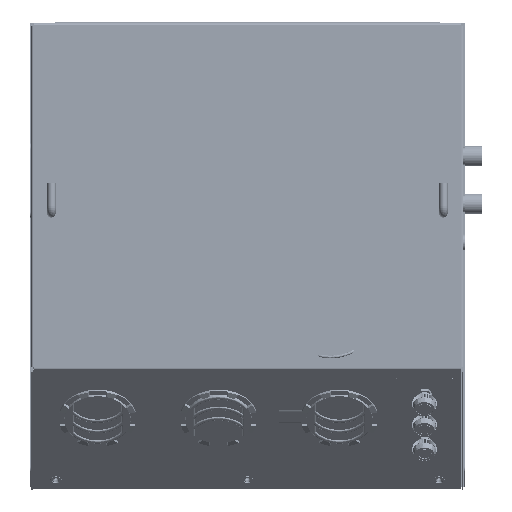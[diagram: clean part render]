
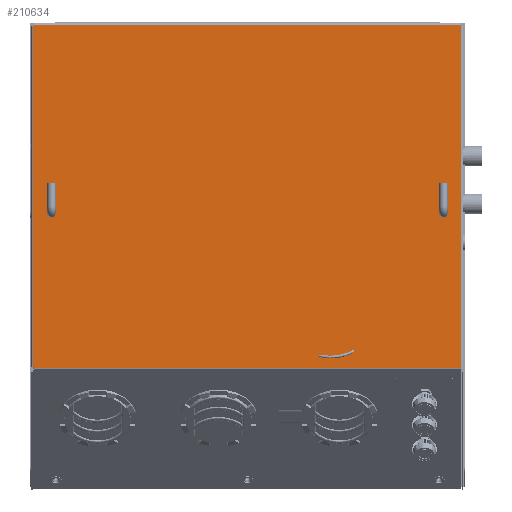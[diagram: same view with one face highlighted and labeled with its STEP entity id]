
A CAD part, top view. The second image highlights one B-rep face of the part: STEP entity #210634.
In plain terms, the highlighted planar face has unit normal (0, 0, 1).
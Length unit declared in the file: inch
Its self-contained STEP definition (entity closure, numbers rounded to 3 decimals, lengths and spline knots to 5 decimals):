
#320 = CARTESIAN_POINT ( 'NONE',  ( 129.37495, 32.28114, 0.0625 ) ) ;
#1676 = CARTESIAN_POINT ( 'NONE',  ( 110.77895, 32.40389, 0.0625 ) ) ;
#2149 = DIRECTION ( 'NONE',  ( -1., 0., 0. ) ) ;
#3423 = ORIENTED_EDGE ( 'NONE', *, *, #152410, .T. ) ;
#5546 = CARTESIAN_POINT ( 'NONE',  ( 110.8392, 32.40389, 0.0625 ) ) ;
#6514 = CARTESIAN_POINT ( 'NONE',  ( 110.8392, 17.44179, 0.0625 ) ) ;
#6861 = DIRECTION ( 'NONE',  ( -1., 0., 0. ) ) ;
#9416 = EDGE_CURVE ( 'NONE', #201349, #43956, #83937, .T. ) ;
#15429 = EDGE_CURVE ( 'NONE', #184030, #28450, #41168, .T. ) ;
#15768 = EDGE_CURVE ( 'NONE', #43956, #160451, #192678, .T. ) ;
#16044 = LINE ( 'NONE', #5546, #208072 ) ;
#16057 = CARTESIAN_POINT ( 'NONE',  ( 129.37495, 17.47304, 0.0625 ) ) ;
#17883 = EDGE_CURVE ( 'NONE', #184949, #78753, #16044, .T. ) ;
#20842 = DIRECTION ( 'NONE',  ( 0., 0., 1. ) ) ;
#21299 = CARTESIAN_POINT ( 'NONE',  ( 111.77241, 24.15389, 0.0625 ) ) ;
#22636 = DIRECTION ( 'NONE',  ( 1., 0., 0. ) ) ;
#23902 = CARTESIAN_POINT ( 'NONE',  ( 110.77895, 17.47304, 0.0625 ) ) ;
#26922 = VERTEX_POINT ( 'NONE', #147155 ) ;
#27825 = LINE ( 'NONE', #150887, #156607 ) ;
#28450 = VERTEX_POINT ( 'NONE', #21299 ) ;
#29536 = EDGE_CURVE ( 'NONE', #230130, #147829, #155683, .T. ) ;
#33289 = EDGE_LOOP ( 'NONE', ( #126880, #229476 ) ) ;
#33423 = CARTESIAN_POINT ( 'NONE',  ( 129.3437, 32.31239, 0.0625 ) ) ;
#36343 = DIRECTION ( 'NONE',  ( 1., 0., 0. ) ) ;
#37669 = CARTESIAN_POINT ( 'NONE',  ( 110.77895, 17.47304, 0.0625 ) ) ;
#41168 = CIRCLE ( 'NONE', #85565, 0.1875 ) ;
#43274 = ORIENTED_EDGE ( 'NONE', *, *, #136265, .T. ) ;
#43956 = VERTEX_POINT ( 'NONE', #65092 ) ;
#45111 = CARTESIAN_POINT ( 'NONE',  ( 128.59799, 24.15389, 0.0625 ) ) ;
#46798 = ORIENTED_EDGE ( 'NONE', *, *, #15768, .F. ) ;
#48203 = LINE ( 'NONE', #66353, #171281 ) ;
#48526 = DIRECTION ( 'NONE',  ( 0., 1., 0. ) ) ;
#51270 = AXIS2_PLACEMENT_3D ( 'NONE', #95372, #223533, #22636 ) ;
#57270 = VERTEX_POINT ( 'NONE', #132847 ) ;
#59512 = AXIS2_PLACEMENT_3D ( 'NONE', #45111, #81061, #99497 ) ;
#61463 = LINE ( 'NONE', #111743, #144605 ) ;
#61763 = CARTESIAN_POINT ( 'NONE',  ( 129.3437, 32.28114, 0.0625 ) ) ;
#62456 = EDGE_CURVE ( 'NONE', #184949, #160451, #223803, .T. ) ;
#64513 = CARTESIAN_POINT ( 'NONE',  ( 129.37495, 32.28114, 0.0625 ) ) ;
#65092 = CARTESIAN_POINT ( 'NONE',  ( 129.3437, 17.47304, 0.0625 ) ) ;
#66353 = CARTESIAN_POINT ( 'NONE',  ( 129.3437, 32.40389, 0.0625 ) ) ;
#66734 = FACE_OUTER_BOUND ( 'NONE', #179227, .T. ) ;
#70112 = VECTOR ( 'NONE', #48526, 39.37008 ) ;
#70148 = DIRECTION ( 'NONE',  ( 0., -1., 0. ) ) ;
#70262 = ORIENTED_EDGE ( 'NONE', *, *, #210406, .F. ) ;
#72971 = LINE ( 'NONE', #115921, #110241 ) ;
#73065 = CARTESIAN_POINT ( 'NONE',  ( 128.59799, 24.15389, 0.0625 ) ) ;
#74977 = ORIENTED_EDGE ( 'NONE', *, *, #154192, .T. ) ;
#78753 = VERTEX_POINT ( 'NONE', #227562 ) ;
#80441 = DIRECTION ( 'NONE',  ( 1., 0., 0. ) ) ;
#81061 = DIRECTION ( 'NONE',  ( 0., 0., -1. ) ) ;
#83556 = CARTESIAN_POINT ( 'NONE',  ( 129.3437, 17.44179, 0.0625 ) ) ;
#83937 = LINE ( 'NONE', #23902, #192869 ) ;
#83977 = VECTOR ( 'NONE', #144914, 39.37008 ) ;
#85565 = AXIS2_PLACEMENT_3D ( 'NONE', #163274, #202542, #181721 ) ;
#89095 = VECTOR ( 'NONE', #80441, 39.37008 ) ;
#90850 = AXIS2_PLACEMENT_3D ( 'NONE', #73065, #128381, #36343 ) ;
#95372 = CARTESIAN_POINT ( 'NONE',  ( 111.58491, 24.15389, 0.0625 ) ) ;
#99497 = DIRECTION ( 'NONE',  ( 1., 0., 0. ) ) ;
#102346 = VECTOR ( 'NONE', #104296, 39.37008 ) ;
#103219 = ORIENTED_EDGE ( 'NONE', *, *, #114354, .T. ) ;
#104296 = DIRECTION ( 'NONE',  ( 0., -1., 0. ) ) ;
#105081 = EDGE_CURVE ( 'NONE', #165624, #233970, #151055, .T. ) ;
#106384 = DIRECTION ( 'NONE',  ( 0., 1., 0. ) ) ;
#106628 = ORIENTED_EDGE ( 'NONE', *, *, #17883, .F. ) ;
#106763 = VECTOR ( 'NONE', #70148, 39.37008 ) ;
#107960 = EDGE_CURVE ( 'NONE', #112070, #57270, #199895, .T. ) ;
#109339 = EDGE_CURVE ( 'NONE', #28450, #184030, #124768, .T. ) ;
#109763 = FACE_BOUND ( 'NONE', #33289, .T. ) ;
#110241 = VECTOR ( 'NONE', #190269, 39.37008 ) ;
#111743 = CARTESIAN_POINT ( 'NONE',  ( 110.77895, 32.28114, 0.0625 ) ) ;
#112070 = VERTEX_POINT ( 'NONE', #140380 ) ;
#113686 = PLANE ( 'NONE',  #158846 ) ;
#114354 = EDGE_CURVE ( 'NONE', #201349, #230130, #124633, .T. ) ;
#114733 = VERTEX_POINT ( 'NONE', #147636 ) ;
#115921 = CARTESIAN_POINT ( 'NONE',  ( 110.80795, 17.47304, 0.0625 ) ) ;
#118522 = VECTOR ( 'NONE', #171171, 39.37008 ) ;
#123997 = ORIENTED_EDGE ( 'NONE', *, *, #62456, .T. ) ;
#124633 = LINE ( 'NONE', #64513, #70112 ) ;
#124768 = CIRCLE ( 'NONE', #51270, 0.1875 ) ;
#126880 = ORIENTED_EDGE ( 'NONE', *, *, #109339, .T. ) ;
#128381 = DIRECTION ( 'NONE',  ( 0., 0., -1. ) ) ;
#131711 = ORIENTED_EDGE ( 'NONE', *, *, #181265, .T. ) ;
#132834 = CIRCLE ( 'NONE', #59512, 0.1875 ) ;
#132847 = CARTESIAN_POINT ( 'NONE',  ( 128.78549, 24.15389, 0.0625 ) ) ;
#136265 = EDGE_CURVE ( 'NONE', #147080, #165624, #27825, .T. ) ;
#140380 = CARTESIAN_POINT ( 'NONE',  ( 128.41049, 24.15389, 0.0625 ) ) ;
#143429 = ORIENTED_EDGE ( 'NONE', *, *, #105081, .T. ) ;
#144605 = VECTOR ( 'NONE', #2149, 39.37008 ) ;
#144914 = DIRECTION ( 'NONE',  ( -1., 0., 0. ) ) ;
#146080 = CARTESIAN_POINT ( 'NONE',  ( 111.39741, 24.15389, 0.0625 ) ) ;
#147080 = VERTEX_POINT ( 'NONE', #33423 ) ;
#147155 = CARTESIAN_POINT ( 'NONE',  ( 110.80795, 32.28114, 0.0625 ) ) ;
#147636 = CARTESIAN_POINT ( 'NONE',  ( 110.80795, 17.47304, 0.0625 ) ) ;
#147829 = VERTEX_POINT ( 'NONE', #61763 ) ;
#150887 = CARTESIAN_POINT ( 'NONE',  ( 110.8392, 32.31239, 0.0625 ) ) ;
#151055 = LINE ( 'NONE', #214013, #102346 ) ;
#152410 = EDGE_CURVE ( 'NONE', #26922, #114733, #72971, .T. ) ;
#152727 = LINE ( 'NONE', #37669, #83977 ) ;
#154192 = EDGE_CURVE ( 'NONE', #57270, #112070, #132834, .T. ) ;
#155466 = ORIENTED_EDGE ( 'NONE', *, *, #228343, .T. ) ;
#155683 = LINE ( 'NONE', #191153, #118522 ) ;
#156607 = VECTOR ( 'NONE', #6861, 39.37008 ) ;
#158846 = AXIS2_PLACEMENT_3D ( 'NONE', #1676, #20842, #205692 ) ;
#160451 = VERTEX_POINT ( 'NONE', #83556 ) ;
#163274 = CARTESIAN_POINT ( 'NONE',  ( 111.58491, 24.15389, 0.0625 ) ) ;
#165624 = VERTEX_POINT ( 'NONE', #191848 ) ;
#171171 = DIRECTION ( 'NONE',  ( -1., 0., 0. ) ) ;
#171281 = VECTOR ( 'NONE', #106384, 39.37008 ) ;
#179227 = EDGE_LOOP ( 'NONE', ( #231263, #103219, #192426, #131711, #43274, #143429, #155466, #3423, #70262, #106628, #123997, #46798 ) ) ;
#181265 = EDGE_CURVE ( 'NONE', #147829, #147080, #48203, .T. ) ;
#181721 = DIRECTION ( 'NONE',  ( 1., 0., 0. ) ) ;
#184030 = VERTEX_POINT ( 'NONE', #146080 ) ;
#184949 = VERTEX_POINT ( 'NONE', #6514 ) ;
#189341 = CARTESIAN_POINT ( 'NONE',  ( 129.3437, 17.44179, 0.0625 ) ) ;
#190269 = DIRECTION ( 'NONE',  ( 0., -1., 0. ) ) ;
#191153 = CARTESIAN_POINT ( 'NONE',  ( 110.77895, 32.28114, 0.0625 ) ) ;
#191848 = CARTESIAN_POINT ( 'NONE',  ( 110.8392, 32.31239, 0.0625 ) ) ;
#192426 = ORIENTED_EDGE ( 'NONE', *, *, #29536, .T. ) ;
#192678 = LINE ( 'NONE', #195130, #106763 ) ;
#192869 = VECTOR ( 'NONE', #221626, 39.37008 ) ;
#195130 = CARTESIAN_POINT ( 'NONE',  ( 129.3437, 32.40389, 0.0625 ) ) ;
#199895 = CIRCLE ( 'NONE', #90850, 0.1875 ) ;
#201349 = VERTEX_POINT ( 'NONE', #16057 ) ;
#202542 = DIRECTION ( 'NONE',  ( 0., 0., -1. ) ) ;
#205692 = DIRECTION ( 'NONE',  ( 0., -1., 0. ) ) ;
#208072 = VECTOR ( 'NONE', #223225, 39.37008 ) ;
#210406 = EDGE_CURVE ( 'NONE', #78753, #114733, #152727, .T. ) ;
#210634 = ADVANCED_FACE ( 'NONE', ( #109763, #230162, #66734 ), #113686, .T. ) ;
#214013 = CARTESIAN_POINT ( 'NONE',  ( 110.8392, 32.40389, 0.0625 ) ) ;
#221626 = DIRECTION ( 'NONE',  ( -1., 0., 0. ) ) ;
#222622 = ORIENTED_EDGE ( 'NONE', *, *, #107960, .T. ) ;
#223225 = DIRECTION ( 'NONE',  ( 0., 1., 0. ) ) ;
#223533 = DIRECTION ( 'NONE',  ( 0., 0., -1. ) ) ;
#223803 = LINE ( 'NONE', #189341, #89095 ) ;
#227562 = CARTESIAN_POINT ( 'NONE',  ( 110.8392, 17.47304, 0.0625 ) ) ;
#228343 = EDGE_CURVE ( 'NONE', #233970, #26922, #61463, .T. ) ;
#228946 = EDGE_LOOP ( 'NONE', ( #74977, #222622 ) ) ;
#229476 = ORIENTED_EDGE ( 'NONE', *, *, #15429, .T. ) ;
#230130 = VERTEX_POINT ( 'NONE', #320 ) ;
#230162 = FACE_BOUND ( 'NONE', #228946, .T. ) ;
#231263 = ORIENTED_EDGE ( 'NONE', *, *, #9416, .F. ) ;
#233970 = VERTEX_POINT ( 'NONE', #234719 ) ;
#234719 = CARTESIAN_POINT ( 'NONE',  ( 110.8392, 32.28114, 0.0625 ) ) ;
